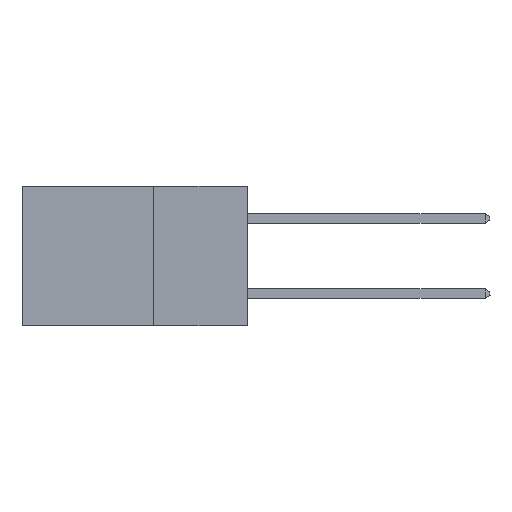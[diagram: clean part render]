
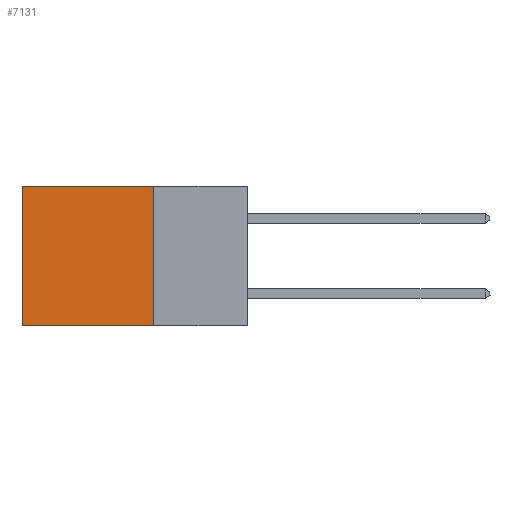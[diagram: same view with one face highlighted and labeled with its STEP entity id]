
A CAD part, left-side view. The second image highlights one B-rep face of the part: STEP entity #7131.
In plain terms, the highlighted planar face has unit normal (-1, 0, 0).
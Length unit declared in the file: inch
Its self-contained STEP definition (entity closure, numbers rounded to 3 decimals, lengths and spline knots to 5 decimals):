
#320 = EDGE_CURVE ( 'NONE', #11426, #3793, #12185, .T. ) ;
#751 = DIRECTION ( 'NONE',  ( 0., 0., -1. ) ) ;
#1375 = EDGE_CURVE ( 'NONE', #3846, #10403, #6592, .T. ) ;
#1835 = CARTESIAN_POINT ( 'NONE',  ( 0.298, 0.6, 0. ) ) ;
#3337 = EDGE_CURVE ( 'NONE', #3846, #11426, #4427, .T. ) ;
#3793 = VERTEX_POINT ( 'NONE', #10887 ) ;
#3846 = VERTEX_POINT ( 'NONE', #6997 ) ;
#3978 = CARTESIAN_POINT ( 'NONE',  ( 0.298, 0.25, 0. ) ) ;
#4427 = LINE ( 'NONE', #10279, #10604 ) ;
#4701 = CARTESIAN_POINT ( 'NONE',  ( 0.298, 0.6, 0. ) ) ;
#5295 = AXIS2_PLACEMENT_3D ( 'NONE', #3978, #7757, #5833 ) ;
#5833 = DIRECTION ( 'NONE',  ( 0., 0., -1. ) ) ;
#5931 = ORIENTED_EDGE ( 'NONE', *, *, #320, .T. ) ;
#6258 = DIRECTION ( 'NONE',  ( 0., 1., 0. ) ) ;
#6336 = ORIENTED_EDGE ( 'NONE', *, *, #1375, .F. ) ;
#6409 = FACE_OUTER_BOUND ( 'NONE', #8747, .T. ) ;
#6422 = VECTOR ( 'NONE', #6258, 39.37008 ) ;
#6592 = LINE ( 'NONE', #12385, #6745 ) ;
#6745 = VECTOR ( 'NONE', #751, 39.37008 ) ;
#6862 = PLANE ( 'NONE',  #5295 ) ;
#6870 = EDGE_CURVE ( 'NONE', #10403, #3793, #8798, .T. ) ;
#6997 = CARTESIAN_POINT ( 'NONE',  ( 0.298, 0.25, 0. ) ) ;
#7131 = ADVANCED_FACE ( 'NONE', ( #6409 ), #6862, .F. ) ;
#7182 = CARTESIAN_POINT ( 'NONE',  ( 0.298, 0.25, -0.37 ) ) ;
#7373 = CARTESIAN_POINT ( 'NONE',  ( 0.298, 0.25, -0.37 ) ) ;
#7568 = ORIENTED_EDGE ( 'NONE', *, *, #6870, .F. ) ;
#7757 = DIRECTION ( 'NONE',  ( 1., 0., 0. ) ) ;
#8142 = VECTOR ( 'NONE', #10366, 39.37008 ) ;
#8442 = DIRECTION ( 'NONE',  ( 0., 1., 0. ) ) ;
#8555 = ORIENTED_EDGE ( 'NONE', *, *, #3337, .T. ) ;
#8747 = EDGE_LOOP ( 'NONE', ( #5931, #7568, #6336, #8555 ) ) ;
#8798 = LINE ( 'NONE', #7182, #6422 ) ;
#10279 = CARTESIAN_POINT ( 'NONE',  ( 0.298, 0.25, 0. ) ) ;
#10366 = DIRECTION ( 'NONE',  ( 0., 0., -1. ) ) ;
#10403 = VERTEX_POINT ( 'NONE', #7373 ) ;
#10604 = VECTOR ( 'NONE', #8442, 39.37008 ) ;
#10887 = CARTESIAN_POINT ( 'NONE',  ( 0.298, 0.6, -0.37 ) ) ;
#11426 = VERTEX_POINT ( 'NONE', #4701 ) ;
#12185 = LINE ( 'NONE', #1835, #8142 ) ;
#12385 = CARTESIAN_POINT ( 'NONE',  ( 0.298, 0.25, 0. ) ) ;
